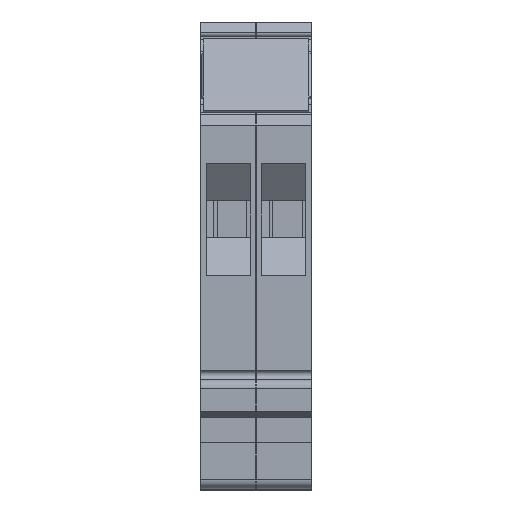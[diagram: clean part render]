
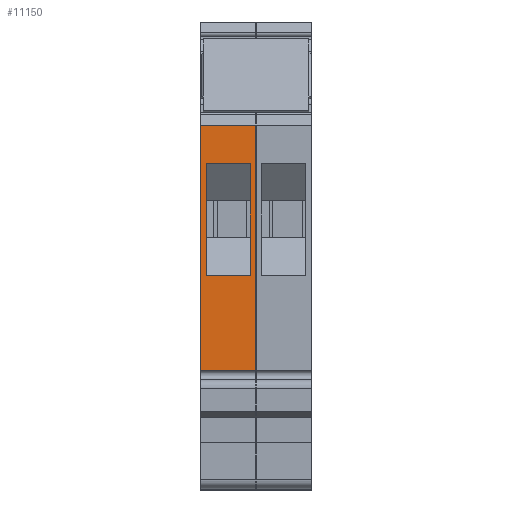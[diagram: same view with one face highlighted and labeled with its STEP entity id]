
A CAD part, left-side view. The second image highlights one B-rep face of the part: STEP entity #11150.
In plain terms, the highlighted planar face has unit normal (-1, 0, 0).
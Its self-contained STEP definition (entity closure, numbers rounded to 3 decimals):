
#1128=ORIENTED_EDGE('',*,*,#3278,.T.);
#1129=ORIENTED_EDGE('',*,*,#3177,.F.);
#1130=ORIENTED_EDGE('',*,*,#3279,.F.);
#1131=ORIENTED_EDGE('',*,*,#3020,.T.);
#1132=ORIENTED_EDGE('',*,*,#3280,.F.);
#1133=ORIENTED_EDGE('',*,*,#3281,.T.);
#1134=ORIENTED_EDGE('',*,*,#3282,.T.);
#1135=ORIENTED_EDGE('',*,*,#3283,.F.);
#3020=EDGE_CURVE('',#4193,#4192,#5004,.T.);
#3177=EDGE_CURVE('',#4340,#4341,#5111,.T.);
#3278=EDGE_CURVE('',#4192,#4341,#5202,.T.);
#3279=EDGE_CURVE('',#4193,#4340,#5203,.T.);
#3280=EDGE_CURVE('',#4392,#4393,#5204,.T.);
#3281=EDGE_CURVE('',#4392,#4394,#5205,.T.);
#3282=EDGE_CURVE('',#4394,#4395,#5206,.T.);
#3283=EDGE_CURVE('',#4393,#4395,#5207,.T.);
#4192=VERTEX_POINT('',#14867);
#4193=VERTEX_POINT('',#14869);
#4340=VERTEX_POINT('',#15182);
#4341=VERTEX_POINT('',#15184);
#4392=VERTEX_POINT('',#15384);
#4393=VERTEX_POINT('',#15385);
#4394=VERTEX_POINT('',#15387);
#4395=VERTEX_POINT('',#15389);
#5004=LINE('',#14868,#6006);
#5111=LINE('',#15183,#6113);
#5202=LINE('',#15380,#6204);
#5203=LINE('',#15382,#6205);
#5204=LINE('',#15383,#6206);
#5205=LINE('',#15386,#6207);
#5206=LINE('',#15388,#6208);
#5207=LINE('',#15390,#6209);
#6006=VECTOR('',#12507,1000.);
#6113=VECTOR('',#12734,1000.);
#6204=VECTOR('',#12935,1000.);
#6205=VECTOR('',#12938,1000.);
#6206=VECTOR('',#12939,1000.);
#6207=VECTOR('',#12940,1000.);
#6208=VECTOR('',#12941,1000.);
#6209=VECTOR('',#12942,1000.);
#6959=EDGE_LOOP('',(#1128,#1129,#1130,#1131));
#6960=EDGE_LOOP('',(#1132,#1133,#1134,#1135));
#7405=FACE_BOUND('',#6959,.T.);
#7406=FACE_BOUND('',#6960,.T.);
#7815=PLANE('',#11695);
#11150=ADVANCED_FACE('',(#7405,#7406),#7815,.T.);
#11695=AXIS2_PLACEMENT_3D('',#15381,#12936,#12937);
#12507=DIRECTION('',(0.,0.,1.));
#12734=DIRECTION('',(0.,0.,1.));
#12935=DIRECTION('',(0.,1.,0.));
#12936=DIRECTION('',(-1.,0.,0.));
#12937=DIRECTION('',(0.,0.,1.));
#12938=DIRECTION('',(0.,1.,0.));
#12939=DIRECTION('',(0.,-1.,0.));
#12940=DIRECTION('',(0.,0.,1.));
#12941=DIRECTION('',(0.,-1.,0.));
#12942=DIRECTION('',(0.,0.,1.));
#14867=CARTESIAN_POINT('',(-19.375,-6.,14.272));
#14868=CARTESIAN_POINT('',(-19.375,-6.,-12.452));
#14869=CARTESIAN_POINT('',(-19.375,-6.,-12.452));
#15182=CARTESIAN_POINT('',(-19.375,0.,-12.452));
#15183=CARTESIAN_POINT('',(-19.375,0.,-12.452));
#15184=CARTESIAN_POINT('',(-19.375,0.,14.272));
#15380=CARTESIAN_POINT('',(-19.375,-6.,14.272));
#15381=CARTESIAN_POINT('',(-19.375,-6.,-12.452));
#15382=CARTESIAN_POINT('',(-19.375,-6.,-12.452));
#15383=CARTESIAN_POINT('',(-19.375,-0.6,-2.127));
#15384=CARTESIAN_POINT('',(-19.375,-0.6,-2.127));
#15385=CARTESIAN_POINT('',(-19.375,-5.4,-2.127));
#15386=CARTESIAN_POINT('',(-19.375,-0.6,-2.127));
#15387=CARTESIAN_POINT('',(-19.375,-0.6,10.073));
#15388=CARTESIAN_POINT('',(-19.375,-0.6,10.073));
#15389=CARTESIAN_POINT('',(-19.375,-5.4,10.073));
#15390=CARTESIAN_POINT('',(-19.375,-5.4,-2.127));
